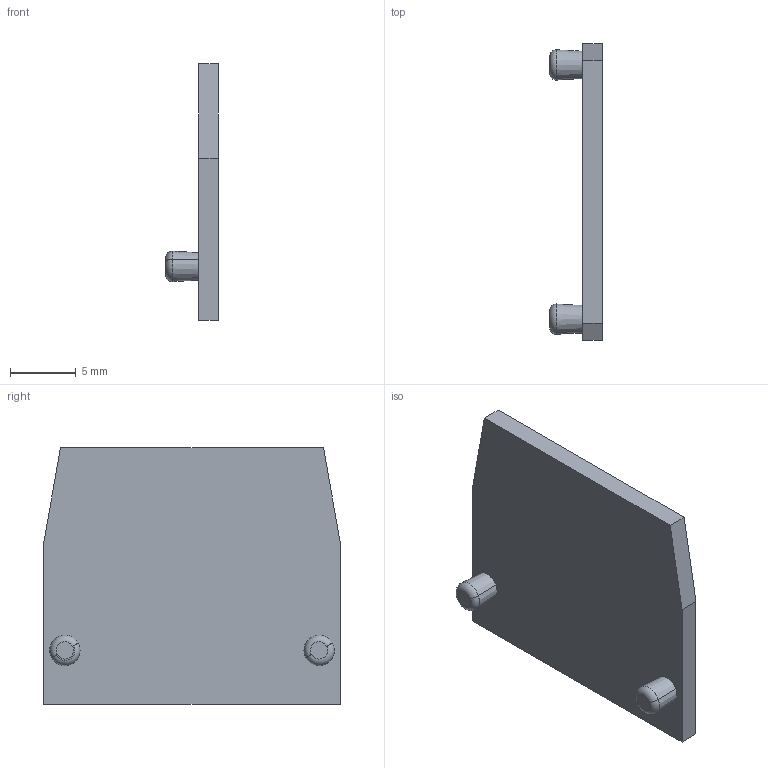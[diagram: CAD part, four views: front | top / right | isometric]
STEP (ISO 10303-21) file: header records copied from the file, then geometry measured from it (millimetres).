
FILE_DESCRIPTION(('CATIA V5 STEP Exchange','CAx-IF Rec.Pracs.--- Model Styling and Organization---1.4--- 2014-01-23'),'2;1');
FILE_NAME ('5869901_3', '2019-07-23T11:38:29+00:00', ('none'), ('Weidmueller'), 'CATIA Version 5-6 Release 2016 SP3 HF44', 'CATIA V5 STEP AP214', 'none');
FILE_SCHEMA(('AUTOMOTIVE_DESIGN { 1 0 10303 214 1 1 1 1 }'));
Length unit declared in the file: millimetre
Products named in the file (1): 0340580000_AP_AKZ_1-5_BL
Bounding box: 4 x 22.5 x 19.5 mm (x, y, z)
Volume: 663.2 mm3; surface area: 1014.8 mm2
Topology: 1 solids, 1 shells, 20 faces, 46 edges, 30 vertices
Faces by surface type: plane 10, torus 6, cone 4
Entity records: 558 total; most frequent: CARTESIAN_POINT 92, ORIENTED_EDGE 92, DIRECTION 76, EDGE_CURVE 46, AXIS2_PLACEMENT_3D 40, VERTEX_POINT 30, CIRCLE 24, VECTOR 22
